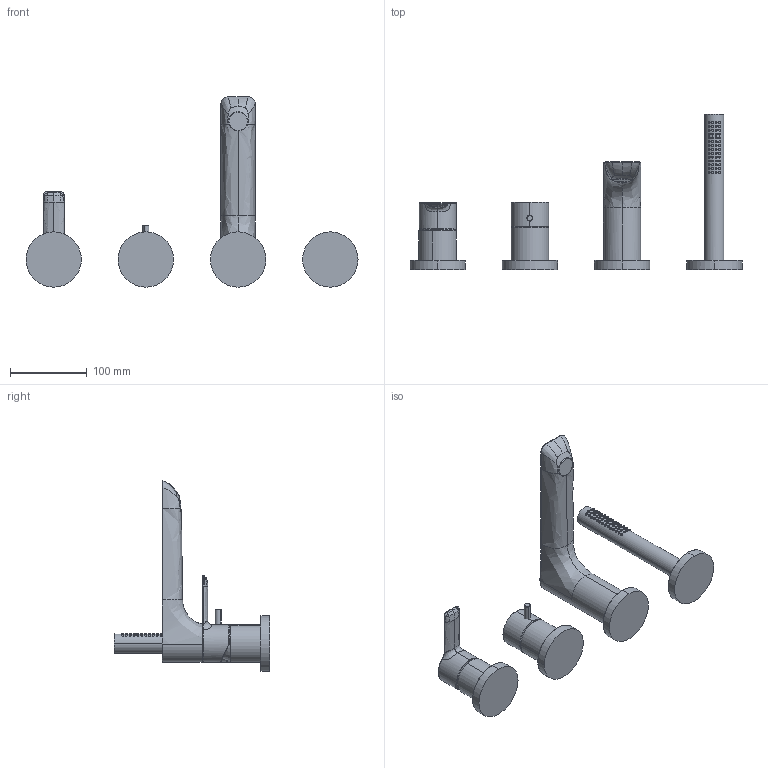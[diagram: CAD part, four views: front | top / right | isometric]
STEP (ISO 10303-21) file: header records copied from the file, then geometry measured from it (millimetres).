
FILE_DESCRIPTION (( 'STEP AP203' ), '1' );
FILE_NAME ('06442083.STEP', '2018-04-25T09:58:03', ( '' ), ( '' ), 'SwSTEP 2.0', 'SolidWorks 2016', '' );
FILE_SCHEMA (( 'CONFIG_CONTROL_DESIGN' ));
Length unit declared in the file: millimetre
Products named in the file (1): 06442083
Bounding box: 432 x 202.29 x 247.71 mm (x, y, z)
Volume: 1057281.1 mm3; surface area: 158551.4 mm2
Topology: 13 solids, 14 shells, 316 faces, 642 edges, 411 vertices
Faces by surface type: cylinder 145, plane 86, bspline 59, torus 23, cone 2, sphere 1
Entity records: 19118 total; most frequent: CARTESIAN_POINT 12908, ORIENTED_EDGE 1284, DIRECTION 1117, EDGE_CURVE 642, AXIS2_PLACEMENT_3D 480, VERTEX_POINT 411, EDGE_LOOP 375, ADVANCED_FACE 316
